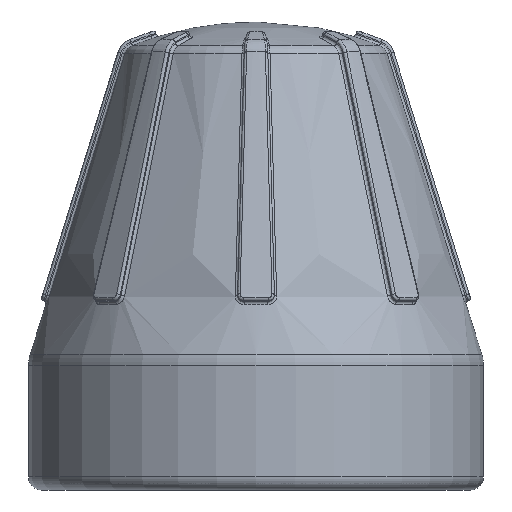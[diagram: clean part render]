
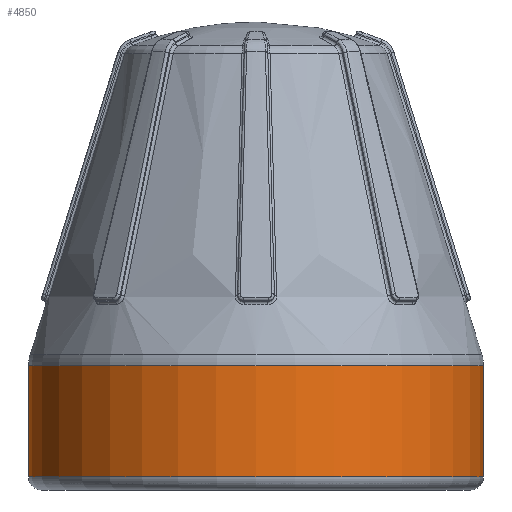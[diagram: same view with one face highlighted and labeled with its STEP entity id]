
A CAD part, front view. The second image highlights one B-rep face of the part: STEP entity #4850.
In plain terms, the highlighted cylindrical face has radius 8.75 mm (diameter 17.5 mm), a full revolution.
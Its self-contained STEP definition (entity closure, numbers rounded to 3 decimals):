
#729=FACE_OUTER_BOUND('',#1074,.T.);
#1074=EDGE_LOOP('',(#3419,#3420,#3421,#3422,#3423));
#1424=LINE('',#7288,#1482);
#1482=VECTOR('',#6013,8.75);
#1534=CIRCLE('',#5260,8.75);
#1535=CIRCLE('',#5262,8.75);
#1536=CIRCLE('',#5263,8.75);
#1977=VERTEX_POINT('',#7281);
#1978=VERTEX_POINT('',#7285);
#1979=VERTEX_POINT('',#7286);
#2492=EDGE_CURVE('',#1977,#1977,#1534,.T.);
#2493=EDGE_CURVE('',#1978,#1979,#1535,.T.);
#2494=EDGE_CURVE('',#1978,#1977,#1424,.T.);
#2495=EDGE_CURVE('',#1979,#1978,#1536,.T.);
#3419=ORIENTED_EDGE('',*,*,#2493,.F.);
#3420=ORIENTED_EDGE('',*,*,#2494,.T.);
#3421=ORIENTED_EDGE('',*,*,#2492,.F.);
#3422=ORIENTED_EDGE('',*,*,#2494,.F.);
#3423=ORIENTED_EDGE('',*,*,#2495,.F.);
#4802=CYLINDRICAL_SURFACE('',#5261,8.75);
#4850=ADVANCED_FACE('',(#729),#4802,.T.);
#5260=AXIS2_PLACEMENT_3D('',#7283,#6007,#6008);
#5261=AXIS2_PLACEMENT_3D('',#7284,#6009,#6010);
#5262=AXIS2_PLACEMENT_3D('',#7287,#6011,#6012);
#5263=AXIS2_PLACEMENT_3D('',#7289,#6014,#6015);
#6007=DIRECTION('center_axis',(0.,0.,-1.));
#6008=DIRECTION('ref_axis',(-1.,0.,0.));
#6009=DIRECTION('center_axis',(0.,0.,1.));
#6010=DIRECTION('ref_axis',(-1.,0.,0.));
#6011=DIRECTION('center_axis',(0.,0.,1.));
#6012=DIRECTION('ref_axis',(-1.,0.,0.));
#6013=DIRECTION('',(0.,0.,-1.));
#6014=DIRECTION('center_axis',(0.,0.,1.));
#6015=DIRECTION('ref_axis',(-1.,0.,0.));
#7281=CARTESIAN_POINT('',(8.75,0.,0.5));
#7283=CARTESIAN_POINT('Origin',(0.,0.,0.5));
#7284=CARTESIAN_POINT('Origin',(0.,0.,0.));
#7285=CARTESIAN_POINT('',(8.75,0.,4.771));
#7286=CARTESIAN_POINT('',(-8.75,0.,4.771));
#7287=CARTESIAN_POINT('Origin',(0.,0.,4.771));
#7288=CARTESIAN_POINT('',(8.75,0.,0.));
#7289=CARTESIAN_POINT('Origin',(0.,0.,4.771));
